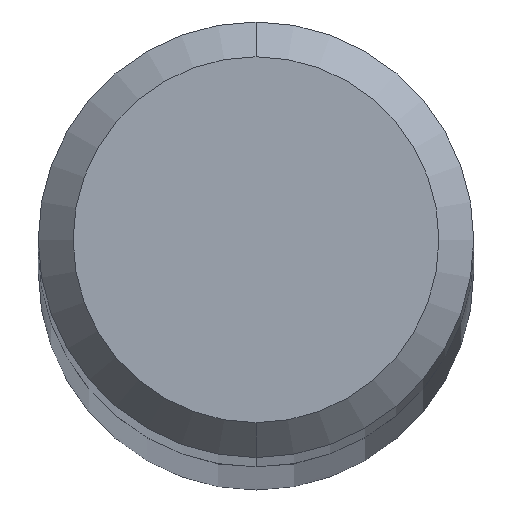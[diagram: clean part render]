
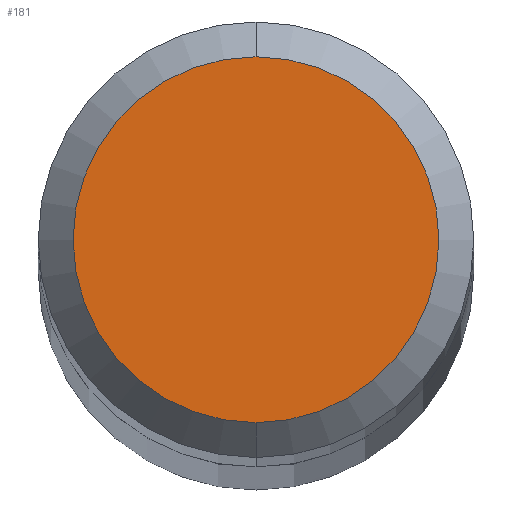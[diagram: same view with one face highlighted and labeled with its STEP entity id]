
A CAD part, top view. The second image highlights one B-rep face of the part: STEP entity #181.
In plain terms, the highlighted planar face has unit normal (0, 0, 1).
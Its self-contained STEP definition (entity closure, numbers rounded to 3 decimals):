
#181=ADVANCED_FACE('',(#458),#459,.T.);
#183=EDGE_CURVE('',#257,#379,#461,.T.);
#219=EDGE_CURVE('',#379,#257,#498,.T.);
#257=VERTEX_POINT('',#541);
#379=VERTEX_POINT('',#678);
#458=FACE_OUTER_BOUND('',#781,.T.);
#459=PLANE('',#782);
#461=CIRCLE('',#785,2.1);
#498=CIRCLE('',#859,2.1);
#541=CARTESIAN_POINT('',(0.0,2.1,0.0));
#678=CARTESIAN_POINT('',(0.,-2.1,0.0));
#781=EDGE_LOOP('',(#1334,#1335));
#782=AXIS2_PLACEMENT_3D('',#1336,#1337,#1338);
#785=AXIS2_PLACEMENT_3D('',#1339,#1340,#1341);
#859=AXIS2_PLACEMENT_3D('',#1362,#1363,#1364);
#1334=ORIENTED_EDGE('',*,*,#183,.F.);
#1335=ORIENTED_EDGE('',*,*,#219,.F.);
#1336=CARTESIAN_POINT('',(0.0,1.05,0.0));
#1337=DIRECTION('',(-0.0,0.0,1.0));
#1338=DIRECTION('',(0.0,-1.0,0.0));
#1339=CARTESIAN_POINT('',(0.0,0.0,0.0));
#1340=DIRECTION('',(0.0,0.0,-1.0));
#1341=DIRECTION('',(0.0,1.0,0.0));
#1362=CARTESIAN_POINT('',(0.0,0.0,0.0));
#1363=DIRECTION('',(0.0,0.0,-1.0));
#1364=DIRECTION('',(0.0,1.0,0.0));
